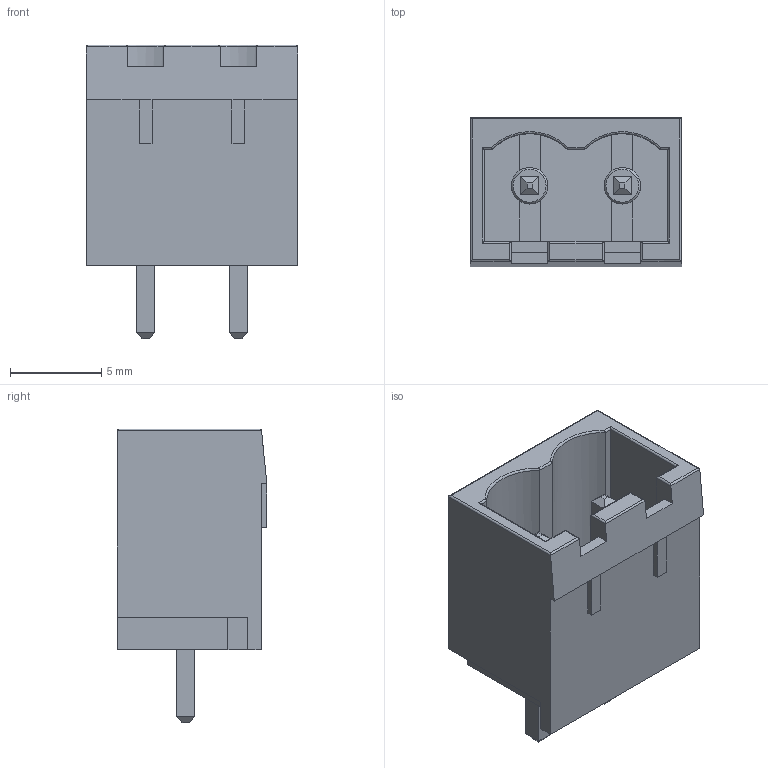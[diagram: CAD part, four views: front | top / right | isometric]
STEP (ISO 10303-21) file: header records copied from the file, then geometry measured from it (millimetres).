
FILE_DESCRIPTION(('FreeCAD Model'),'2;1');
FILE_NAME('2EDG-5.08-02P.STEP','2019-06-17T12:00:23',( 'Author'),(''),'Open CASCADE STEP processor 7.3','FreeCAD','Unknown' );
FILE_SCHEMA(('AUTOMOTIVE_DESIGN { 1 0 10303 214 1 1 1 1 }'));
Length unit declared in the file: millimetre
Products named in the file (1): 2EDGVC-5.08-02P_cp
Bounding box: 11.56 x 8.2 x 16.1 mm (x, y, z)
Volume: 553 mm3; surface area: 1117.3 mm2
Topology: 1 solids, 1 shells, 144 faces, 376 edges, 238 vertices
Faces by surface type: plane 114, cylinder 24, cone 4, bspline 2
Entity records: 5397 total; most frequent: CARTESIAN_POINT 917, ORIENTED_EDGE 752, DIRECTION 662, EDGE_CURVE 376, LINE 320, VECTOR 320, VERTEX_POINT 238, AXIS2_PLACEMENT_3D 171
